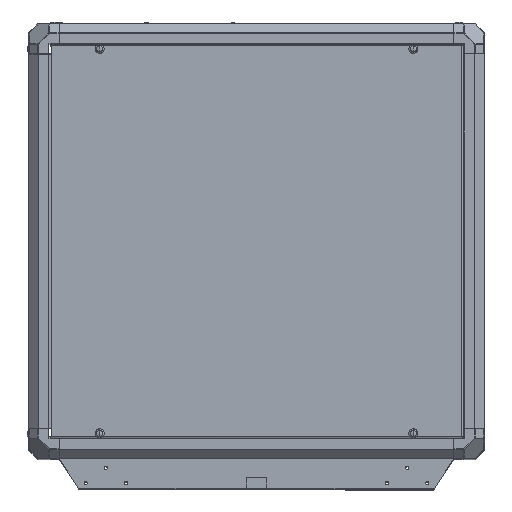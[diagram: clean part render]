
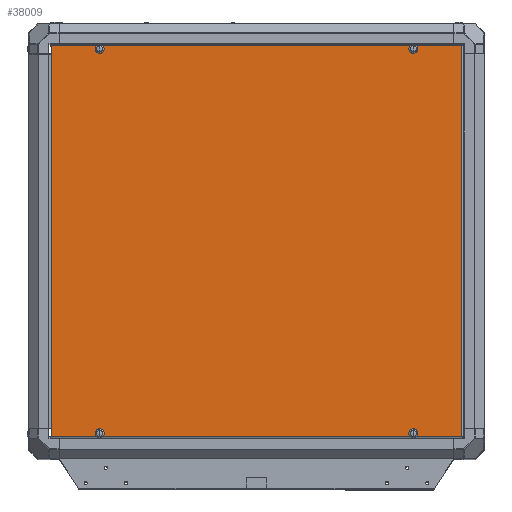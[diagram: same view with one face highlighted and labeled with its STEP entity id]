
A CAD part, top view. The second image highlights one B-rep face of the part: STEP entity #38009.
In plain terms, the highlighted planar face has unit normal (0, 0, 1).
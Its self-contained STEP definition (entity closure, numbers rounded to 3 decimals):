
#235 = ORIENTED_EDGE ( 'NONE', *, *, #35849, .F. ) ;
#1373 = DIRECTION ( 'NONE',  ( 0., 0., 1. ) ) ;
#1703 = DIRECTION ( 'NONE',  ( 1., 0., 0. ) ) ;
#1827 = LINE ( 'NONE', #25763, #30667 ) ;
#2143 = AXIS2_PLACEMENT_3D ( 'NONE', #52807, #47319, #65719 ) ;
#2807 = DIRECTION ( 'NONE',  ( 0., 0., 1. ) ) ;
#3195 = ORIENTED_EDGE ( 'NONE', *, *, #34140, .F. ) ;
#5119 = CIRCLE ( 'NONE', #48963, 6. ) ;
#5916 = EDGE_LOOP ( 'NONE', ( #13464, #13679 ) ) ;
#6089 = CIRCLE ( 'NONE', #51179, 6. ) ;
#6222 = CIRCLE ( 'NONE', #72564, 6. ) ;
#7600 = LINE ( 'NONE', #67592, #9433 ) ;
#9433 = VECTOR ( 'NONE', #1703, 1000. ) ;
#10165 = VERTEX_POINT ( 'NONE', #58190 ) ;
#10302 = VERTEX_POINT ( 'NONE', #72250 ) ;
#10425 = FACE_BOUND ( 'NONE', #53008, .T. ) ;
#10475 = EDGE_CURVE ( 'NONE', #40013, #13845, #5119, .T. ) ;
#10531 = ORIENTED_EDGE ( 'NONE', *, *, #63530, .F. ) ;
#11873 = CIRCLE ( 'NONE', #55725, 6. ) ;
#13464 = ORIENTED_EDGE ( 'NONE', *, *, #31203, .F. ) ;
#13512 = LINE ( 'NONE', #67982, #38005 ) ;
#13679 = ORIENTED_EDGE ( 'NONE', *, *, #45098, .F. ) ;
#13845 = VERTEX_POINT ( 'NONE', #22631 ) ;
#13994 = DIRECTION ( 'NONE',  ( 0., 1., 0. ) ) ;
#14122 = CARTESIAN_POINT ( 'NONE',  ( -310., 773.8, 590. ) ) ;
#14210 = VERTEX_POINT ( 'NONE', #14122 ) ;
#16320 = CARTESIAN_POINT ( 'NONE',  ( 0., 399.8, 590. ) ) ;
#16614 = VERTEX_POINT ( 'NONE', #26021 ) ;
#17388 = DIRECTION ( 'NONE',  ( 0., 1., 0. ) ) ;
#18292 = ORIENTED_EDGE ( 'NONE', *, *, #10475, .F. ) ;
#18851 = EDGE_CURVE ( 'NONE', #10165, #10302, #13512, .T. ) ;
#21777 = DIRECTION ( 'NONE',  ( 0., 0., 1. ) ) ;
#22202 = DIRECTION ( 'NONE',  ( 0., 0., 1. ) ) ;
#22631 = CARTESIAN_POINT ( 'NONE',  ( 310., 773.8, 590. ) ) ;
#23117 = EDGE_LOOP ( 'NONE', ( #3195, #18292 ) ) ;
#24208 = EDGE_LOOP ( 'NONE', ( #75398, #10531 ) ) ;
#24411 = DIRECTION ( 'NONE',  ( 0., -1., 0. ) ) ;
#24690 = CIRCLE ( 'NONE', #32184, 6. ) ;
#25145 = VECTOR ( 'NONE', #65995, 1000. ) ;
#25155 = DIRECTION ( 'NONE',  ( 0., 0., 1. ) ) ;
#25270 = DIRECTION ( 'NONE',  ( 0., 1., 0. ) ) ;
#25763 = CARTESIAN_POINT ( 'NONE',  ( -406., 788.093, 590. ) ) ;
#26021 = CARTESIAN_POINT ( 'NONE',  ( -310., 785.8, 590. ) ) ;
#26738 = DIRECTION ( 'NONE',  ( 0., -1., 0. ) ) ;
#27900 = AXIS2_PLACEMENT_3D ( 'NONE', #16320, #22202, #24411 ) ;
#28086 = FACE_BOUND ( 'NONE', #24208, .T. ) ;
#28460 = EDGE_CURVE ( 'NONE', #72332, #30675, #6222, .T. ) ;
#29742 = CIRCLE ( 'NONE', #2143, 6. ) ;
#30667 = VECTOR ( 'NONE', #52773, 1000. ) ;
#30675 = VERTEX_POINT ( 'NONE', #54047 ) ;
#31203 = EDGE_CURVE ( 'NONE', #44775, #37109, #75368, .T. ) ;
#32025 = DIRECTION ( 'NONE',  ( 0., 0., 1. ) ) ;
#32184 = AXIS2_PLACEMENT_3D ( 'NONE', #36517, #25155, #43590 ) ;
#32512 = VERTEX_POINT ( 'NONE', #69201 ) ;
#32762 = CARTESIAN_POINT ( 'NONE',  ( 310., 779.8, 590. ) ) ;
#33721 = ORIENTED_EDGE ( 'NONE', *, *, #28460, .F. ) ;
#34140 = EDGE_CURVE ( 'NONE', #13845, #40013, #48229, .T. ) ;
#34324 = EDGE_CURVE ( 'NONE', #32512, #10165, #7600, .T. ) ;
#35849 = EDGE_CURVE ( 'NONE', #30675, #72332, #11873, .T. ) ;
#36517 = CARTESIAN_POINT ( 'NONE',  ( -310., 779.8, 590. ) ) ;
#36932 = CARTESIAN_POINT ( 'NONE',  ( -310., 19.8, 590. ) ) ;
#37109 = VERTEX_POINT ( 'NONE', #58080 ) ;
#37483 = CARTESIAN_POINT ( 'NONE',  ( 310., 19.8, 590. ) ) ;
#38005 = VECTOR ( 'NONE', #25270, 1000. ) ;
#38009 = ADVANCED_FACE ( 'NONE', ( #42073, #10425, #28086, #52027, #75912 ), #71851, .T. ) ;
#38119 = CARTESIAN_POINT ( 'NONE',  ( -310., 25.8, 590. ) ) ;
#38545 = ORIENTED_EDGE ( 'NONE', *, *, #18851, .T. ) ;
#40013 = VERTEX_POINT ( 'NONE', #77182 ) ;
#42073 = FACE_BOUND ( 'NONE', #5916, .T. ) ;
#42226 = VERTEX_POINT ( 'NONE', #72180 ) ;
#43590 = DIRECTION ( 'NONE',  ( 0., -1., 0. ) ) ;
#43747 = EDGE_CURVE ( 'NONE', #14210, #16614, #24690, .T. ) ;
#44159 = ORIENTED_EDGE ( 'NONE', *, *, #68326, .T. ) ;
#44775 = VERTEX_POINT ( 'NONE', #61760 ) ;
#45098 = EDGE_CURVE ( 'NONE', #37109, #44775, #6089, .T. ) ;
#47319 = DIRECTION ( 'NONE',  ( 0., 0., 1. ) ) ;
#48229 = CIRCLE ( 'NONE', #61999, 6. ) ;
#48347 = CARTESIAN_POINT ( 'NONE',  ( 407.793, 786.3, 590. ) ) ;
#48963 = AXIS2_PLACEMENT_3D ( 'NONE', #56535, #2807, #26738 ) ;
#49238 = DIRECTION ( 'NONE',  ( 0., 1., 0. ) ) ;
#49484 = DIRECTION ( 'NONE',  ( 0., 1., 0. ) ) ;
#51179 = AXIS2_PLACEMENT_3D ( 'NONE', #66671, #52324, #17388 ) ;
#52027 = FACE_BOUND ( 'NONE', #23117, .T. ) ;
#52324 = DIRECTION ( 'NONE',  ( 0., 0., 1. ) ) ;
#52433 = ORIENTED_EDGE ( 'NONE', *, *, #71766, .T. ) ;
#52773 = DIRECTION ( 'NONE',  ( 0., -1., 0. ) ) ;
#52807 = CARTESIAN_POINT ( 'NONE',  ( -310., 779.8, 590. ) ) ;
#53008 = EDGE_LOOP ( 'NONE', ( #33721, #235 ) ) ;
#54047 = CARTESIAN_POINT ( 'NONE',  ( -310., 13.8, 590. ) ) ;
#55725 = AXIS2_PLACEMENT_3D ( 'NONE', #36932, #73005, #49484 ) ;
#55778 = LINE ( 'NONE', #48347, #25145 ) ;
#56535 = CARTESIAN_POINT ( 'NONE',  ( 310., 779.8, 590. ) ) ;
#56693 = DIRECTION ( 'NONE',  ( 0., -1., 0. ) ) ;
#58080 = CARTESIAN_POINT ( 'NONE',  ( 310., 13.8, 590. ) ) ;
#58190 = CARTESIAN_POINT ( 'NONE',  ( 406., 13.3, 590. ) ) ;
#59096 = AXIS2_PLACEMENT_3D ( 'NONE', #37483, #1373, #49238 ) ;
#61760 = CARTESIAN_POINT ( 'NONE',  ( 310., 25.8, 590. ) ) ;
#61999 = AXIS2_PLACEMENT_3D ( 'NONE', #32762, #21777, #56693 ) ;
#63530 = EDGE_CURVE ( 'NONE', #16614, #14210, #29742, .T. ) ;
#65719 = DIRECTION ( 'NONE',  ( 0., -1., 0. ) ) ;
#65995 = DIRECTION ( 'NONE',  ( -1., 0., 0. ) ) ;
#66671 = CARTESIAN_POINT ( 'NONE',  ( 310., 19.8, 590. ) ) ;
#67592 = CARTESIAN_POINT ( 'NONE',  ( -407.793, 13.3, 590. ) ) ;
#67702 = CARTESIAN_POINT ( 'NONE',  ( -310., 19.8, 590. ) ) ;
#67982 = CARTESIAN_POINT ( 'NONE',  ( 406., 11.507, 590. ) ) ;
#68326 = EDGE_CURVE ( 'NONE', #10302, #42226, #55778, .T. ) ;
#68576 = ORIENTED_EDGE ( 'NONE', *, *, #34324, .T. ) ;
#69201 = CARTESIAN_POINT ( 'NONE',  ( -406., 13.3, 590. ) ) ;
#69735 = EDGE_LOOP ( 'NONE', ( #44159, #52433, #68576, #38545 ) ) ;
#71766 = EDGE_CURVE ( 'NONE', #42226, #32512, #1827, .T. ) ;
#71851 = PLANE ( 'NONE',  #27900 ) ;
#72180 = CARTESIAN_POINT ( 'NONE',  ( -406., 786.3, 590. ) ) ;
#72250 = CARTESIAN_POINT ( 'NONE',  ( 406., 786.3, 590. ) ) ;
#72332 = VERTEX_POINT ( 'NONE', #38119 ) ;
#72564 = AXIS2_PLACEMENT_3D ( 'NONE', #67702, #32025, #13994 ) ;
#73005 = DIRECTION ( 'NONE',  ( 0., 0., 1. ) ) ;
#75368 = CIRCLE ( 'NONE', #59096, 6. ) ;
#75398 = ORIENTED_EDGE ( 'NONE', *, *, #43747, .F. ) ;
#75912 = FACE_OUTER_BOUND ( 'NONE', #69735, .T. ) ;
#77182 = CARTESIAN_POINT ( 'NONE',  ( 310., 785.8, 590. ) ) ;
